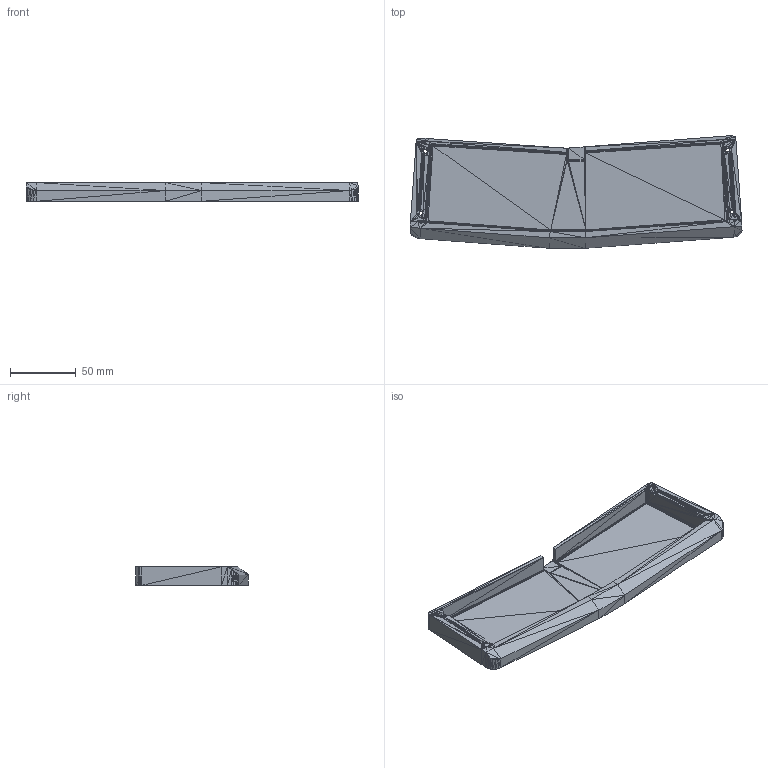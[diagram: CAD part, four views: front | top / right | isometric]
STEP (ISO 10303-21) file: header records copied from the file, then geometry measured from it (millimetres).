
FILE_DESCRIPTION(('FreeCAD Model'),'2;1');
FILE_NAME('Open CASCADE Shape Model','2024-09-05T09:35:10',('Author'),( ''),'Open CASCADE STEP processor 7.6','FreeCAD','Unknown');
FILE_SCHEMA(('AUTOMOTIVE_DESIGN { 1 0 10303 214 1 1 1 1 }'));
Length unit declared in the file: millimetre
Products named in the file (1): peanut003 (Solid)
Bounding box: 251.69 x 85.31 x 14.09 mm (x, y, z)
Volume: 101029.2 mm3; surface area: 52652.8 mm2
Topology: 1 solids, 1 shells, 1896 faces, 2844 edges, 942 vertices
Faces by surface type: plane 1896
Entity records: 36990 total; most frequent: DIRECTION 6638, ORIENTED_EDGE 5688, CARTESIAN_POINT 5683, EDGE_CURVE 2844, LINE 2844, VECTOR 2844, AXIS2_PLACEMENT_3D 1897, ADVANCED_FACE 1896
